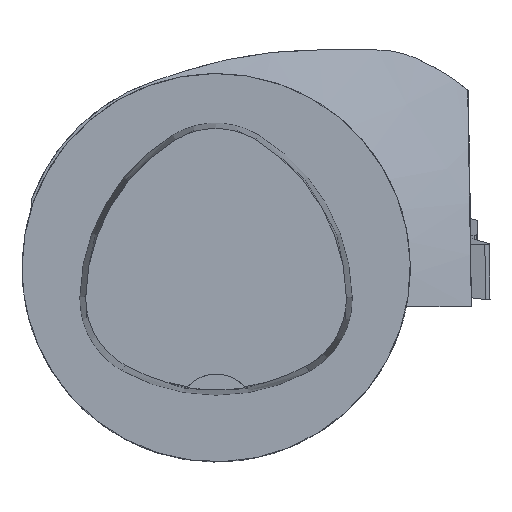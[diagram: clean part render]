
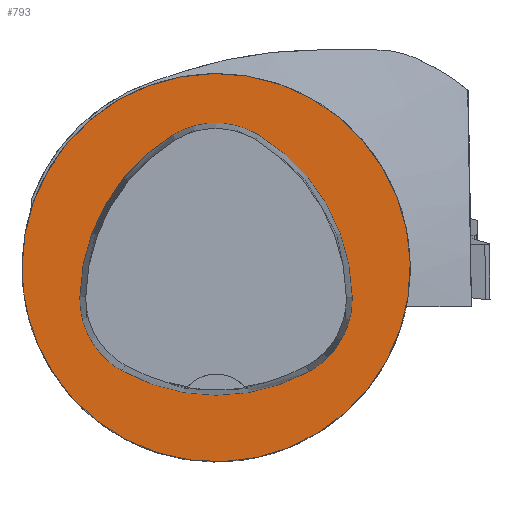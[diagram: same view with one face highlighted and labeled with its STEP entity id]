
A CAD part, top view. The second image highlights one B-rep face of the part: STEP entity #793.
In plain terms, the highlighted planar face has unit normal (0, 0, 1).
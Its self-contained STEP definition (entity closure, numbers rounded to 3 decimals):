
#215=PLANE('',#2421);
#793=ADVANCED_FACE('',(#873,#874),#215,.T.);
#873=FACE_BOUND('',#977,.T.);
#874=FACE_BOUND('',#978,.T.);
#977=EDGE_LOOP('',(#1494,#1495,#1496,#1497,#1498,#1499));
#978=EDGE_LOOP('',(#1500));
#1494=ORIENTED_EDGE('',*,*,#2087,.T.);
#1495=ORIENTED_EDGE('',*,*,#2067,.T.);
#1496=ORIENTED_EDGE('',*,*,#2071,.T.);
#1497=ORIENTED_EDGE('',*,*,#2074,.T.);
#1498=ORIENTED_EDGE('',*,*,#2077,.T.);
#1499=ORIENTED_EDGE('',*,*,#2085,.T.);
#1500=ORIENTED_EDGE('',*,*,#2041,.F.);
#1772=VERTEX_POINT('',#3766);
#1797=VERTEX_POINT('',#3843);
#1798=VERTEX_POINT('',#3844);
#1801=VERTEX_POINT('',#3852);
#1803=VERTEX_POINT('',#3858);
#1805=VERTEX_POINT('',#3864);
#1812=VERTEX_POINT('',#3885);
#2041=EDGE_CURVE('',#1772,#1772,#2162,.T.);
#2067=EDGE_CURVE('',#1797,#1798,#2164,.T.);
#2071=EDGE_CURVE('',#1798,#1801,#2166,.T.);
#2074=EDGE_CURVE('',#1801,#1803,#2168,.T.);
#2077=EDGE_CURVE('',#1803,#1805,#2170,.T.);
#2085=EDGE_CURVE('',#1805,#1812,#2174,.T.);
#2087=EDGE_CURVE('',#1812,#1797,#2176,.T.);
#2162=CIRCLE('',#2387,20.);
#2164=CIRCLE('',#2399,20.);
#2166=CIRCLE('',#2402,8.5);
#2168=CIRCLE('',#2405,20.);
#2170=CIRCLE('',#2408,8.5);
#2174=CIRCLE('',#2413,20.);
#2176=CIRCLE('',#2416,8.5);
#2387=AXIS2_PLACEMENT_3D('',#3765,#2904,#2905);
#2399=AXIS2_PLACEMENT_3D('',#3842,#2936,#2937);
#2402=AXIS2_PLACEMENT_3D('',#3851,#2944,#2945);
#2405=AXIS2_PLACEMENT_3D('',#3857,#2951,#2952);
#2408=AXIS2_PLACEMENT_3D('',#3863,#2958,#2959);
#2413=AXIS2_PLACEMENT_3D('',#3886,#2970,#2971);
#2416=AXIS2_PLACEMENT_3D('',#3889,#2976,#2977);
#2421=AXIS2_PLACEMENT_3D('',#3894,#2986,#2987);
#2904=DIRECTION('',(0.,0.,-1.));
#2905=DIRECTION('',(-1.,0.,0.));
#2936=DIRECTION('',(0.,0.,-1.));
#2937=DIRECTION('',(-1.,0.,0.));
#2944=DIRECTION('',(0.,0.,-1.));
#2945=DIRECTION('',(-1.,0.,0.));
#2951=DIRECTION('',(0.,0.,-1.));
#2952=DIRECTION('',(-1.,0.,0.));
#2958=DIRECTION('',(0.,0.,-1.));
#2959=DIRECTION('',(-1.,0.,0.));
#2970=DIRECTION('',(0.,0.,-1.));
#2971=DIRECTION('',(-1.,0.,0.));
#2976=DIRECTION('',(0.,0.,-1.));
#2977=DIRECTION('',(-1.,0.,0.));
#2986=DIRECTION('',(0.,0.,1.));
#2987=DIRECTION('',(1.,0.,0.));
#3765=CARTESIAN_POINT('',(0.,0.,0.));
#3766=CARTESIAN_POINT('',(-20.,0.,0.));
#3842=CARTESIAN_POINT('',(5.955,-3.414,0.));
#3843=CARTESIAN_POINT('',(-14.041,-3.042,0.));
#3844=CARTESIAN_POINT('',(-4.472,13.653,0.));
#3851=CARTESIAN_POINT('',(-0.04,6.4,0.));
#3852=CARTESIAN_POINT('',(4.347,13.68,0.));
#3857=CARTESIAN_POINT('',(-5.976,-3.45,0.));
#3858=CARTESIAN_POINT('',(14.021,-3.075,0.));
#3863=CARTESIAN_POINT('',(5.522,-3.235,0.));
#3864=CARTESIAN_POINT('',(9.588,-10.699,0.));
#3885=CARTESIAN_POINT('',(-9.655,-10.639,0.));
#3886=CARTESIAN_POINT('',(0.022,6.864,0.));
#3889=CARTESIAN_POINT('',(-5.543,-3.2,0.));
#3894=CARTESIAN_POINT('',(0.,0.,0.));
